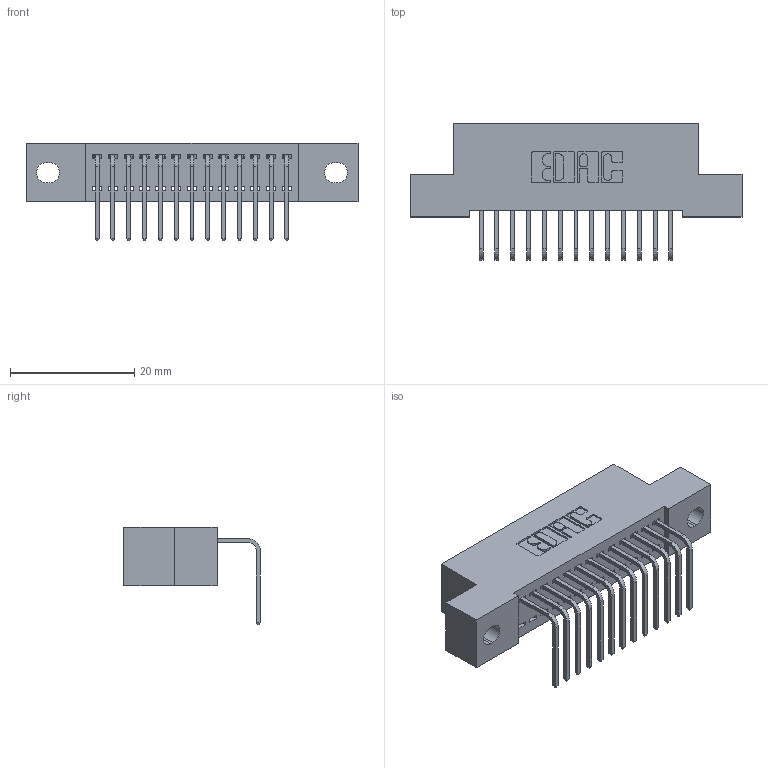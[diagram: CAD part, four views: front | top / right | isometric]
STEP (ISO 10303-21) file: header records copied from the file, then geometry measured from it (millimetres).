
FILE_DESCRIPTION (( 'STEP AP203' ), '1' );
FILE_NAME ('342-013-558-102.STEP', '2019-10-01T16:13:00', ( '' ), ( '' ), 'SwSTEP 2.0', 'SolidWorks 2016', '' );
FILE_SCHEMA (( 'CONFIG_CONTROL_DESIGN' ));
Length unit declared in the file: inch
Products named in the file (3): 342 Part_.128 Slot; 345-292-001_558 Tail - 2; 342-013-558-102
Assembly tree (14 placements, depth 2):
  342-013-558-102
    342 Part_.128 Slot
    345-292-001_558 Tail - 2  x13
Bounding box: 53.34 x 21.91 x 15.62 mm (x, y, z)
Volume: 4561.2 mm3; surface area: 6162.1 mm2
Topology: 14 solids, 14 shells, 894 faces, 2677 edges, 1766 vertices
Faces by surface type: plane 642, cylinder 252
Entity records: 11785 total; most frequent: CARTESIAN_POINT 2045, ORIENTED_EDGE 1994, DIRECTION 1783, EDGE_CURVE 997, VECTOR 869, LINE 869, VERTEX_POINT 662, AXIS2_PLACEMENT_3D 457
